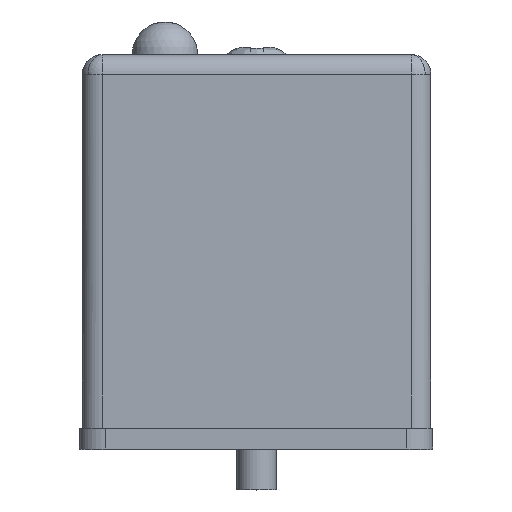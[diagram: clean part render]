
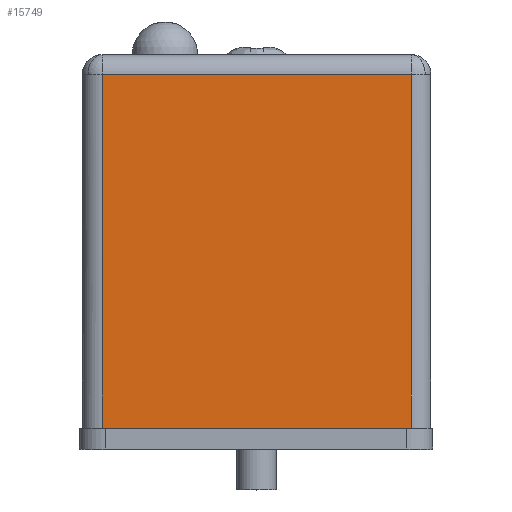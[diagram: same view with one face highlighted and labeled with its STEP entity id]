
A CAD part, top view. The second image highlights one B-rep face of the part: STEP entity #15749.
In plain terms, the highlighted planar face has unit normal (0, 0, 1).
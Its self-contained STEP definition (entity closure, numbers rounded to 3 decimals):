
#40 = DIRECTION ( 'NONE',  ( 0., -1., 0. ) ) ;
#261 = EDGE_CURVE ( 'NONE', #11432, #13001, #15804, .T. ) ;
#1048 = CARTESIAN_POINT ( 'NONE',  ( -11.8, -6.8, 0. ) ) ;
#1465 = VERTEX_POINT ( 'NONE', #15482 ) ;
#1537 = VERTEX_POINT ( 'NONE', #11119 ) ;
#1749 = LINE ( 'NONE', #13129, #17698 ) ;
#1908 = AXIS2_PLACEMENT_3D ( 'NONE', #7193, #17303, #18810 ) ;
#2388 = FACE_OUTER_BOUND ( 'NONE', #17325, .T. ) ;
#2425 = CARTESIAN_POINT ( 'NONE',  ( 11.8, -25.3, 0. ) ) ;
#2433 = LINE ( 'NONE', #8840, #5440 ) ;
#4295 = EDGE_CURVE ( 'NONE', #1537, #11432, #2433, .T. ) ;
#4463 = VECTOR ( 'NONE', #6888, 1000. ) ;
#4829 = ORIENTED_EDGE ( 'NONE', *, *, #6345, .T. ) ;
#5440 = VECTOR ( 'NONE', #40, 1000. ) ;
#6345 = EDGE_CURVE ( 'NONE', #1465, #13001, #12832, .T. ) ;
#6888 = DIRECTION ( 'NONE',  ( -1., 0., 0. ) ) ;
#7193 = CARTESIAN_POINT ( 'NONE',  ( 13.3, -6.8, 0. ) ) ;
#8503 = PLANE ( 'NONE',  #1908 ) ;
#8593 = EDGE_CURVE ( 'NONE', #1465, #1537, #1749, .T. ) ;
#8840 = CARTESIAN_POINT ( 'NONE',  ( 11.8, -6.8, 0. ) ) ;
#9643 = CARTESIAN_POINT ( 'NONE',  ( -11.8, -25.3, 0. ) ) ;
#10097 = DIRECTION ( 'NONE',  ( 0., -1., 0. ) ) ;
#11119 = CARTESIAN_POINT ( 'NONE',  ( 11.8, 1.7, 0. ) ) ;
#11422 = ORIENTED_EDGE ( 'NONE', *, *, #261, .F. ) ;
#11432 = VERTEX_POINT ( 'NONE', #2425 ) ;
#12832 = LINE ( 'NONE', #1048, #17659 ) ;
#13001 = VERTEX_POINT ( 'NONE', #9643 ) ;
#13129 = CARTESIAN_POINT ( 'NONE',  ( -11.8, 1.7, 0. ) ) ;
#13258 = DIRECTION ( 'NONE',  ( 1., 0., 0. ) ) ;
#15482 = CARTESIAN_POINT ( 'NONE',  ( -11.8, 1.7, 0. ) ) ;
#15749 = ADVANCED_FACE ( 'NONE', ( #2388 ), #8503, .F. ) ;
#15804 = LINE ( 'NONE', #17336, #4463 ) ;
#15852 = ORIENTED_EDGE ( 'NONE', *, *, #8593, .F. ) ;
#16569 = ORIENTED_EDGE ( 'NONE', *, *, #4295, .F. ) ;
#17303 = DIRECTION ( 'NONE',  ( 0., 0., -1. ) ) ;
#17325 = EDGE_LOOP ( 'NONE', ( #11422, #16569, #15852, #4829 ) ) ;
#17336 = CARTESIAN_POINT ( 'NONE',  ( 11.8, -25.3, 0. ) ) ;
#17659 = VECTOR ( 'NONE', #10097, 1000. ) ;
#17698 = VECTOR ( 'NONE', #13258, 1000. ) ;
#18810 = DIRECTION ( 'NONE',  ( 0., 1., 0. ) ) ;
